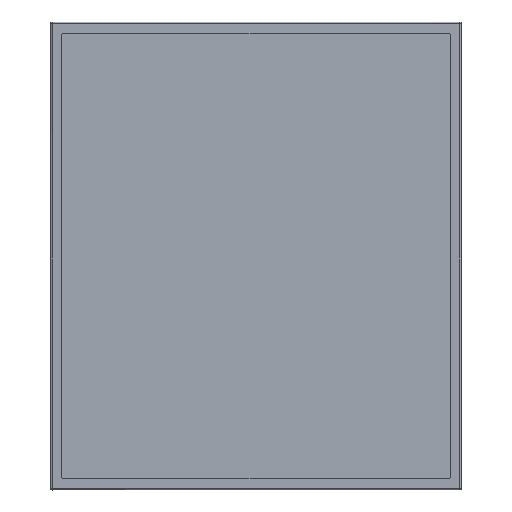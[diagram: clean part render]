
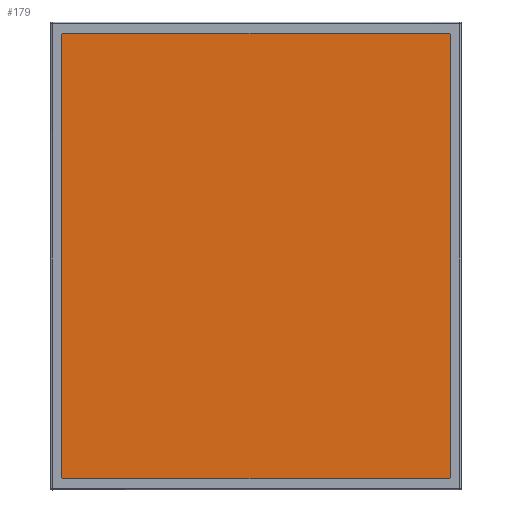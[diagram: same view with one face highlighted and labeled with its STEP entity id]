
A CAD part, top view. The second image highlights one B-rep face of the part: STEP entity #179.
In plain terms, the highlighted free-form (B-spline) face has degree [1, 1] with [2, 2] control points.
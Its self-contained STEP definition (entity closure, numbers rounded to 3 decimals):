
#48=B_SPLINE_CURVE_WITH_KNOTS('',1,(#1188,#1189),.UNSPECIFIED.,.F.,.F.,(2,
2),(0.002,0.998),.UNSPECIFIED.);
#49=B_SPLINE_CURVE_WITH_KNOTS('',1,(#1199,#1200),.UNSPECIFIED.,.F.,.F.,(2,
2),(0.002,0.998),.UNSPECIFIED.);
#50=B_SPLINE_CURVE_WITH_KNOTS('',1,(#1208,#1209),.UNSPECIFIED.,.F.,.F.,(2,
2),(0.002,0.998),.UNSPECIFIED.);
#51=B_SPLINE_CURVE_WITH_KNOTS('',1,(#1217,#1218),.UNSPECIFIED.,.F.,.F.,(2,
2),(0.002,0.998),.UNSPECIFIED.);
#179=ADVANCED_FACE('',(#234),#742,.T.);
#234=FACE_OUTER_BOUND('',#290,.T.);
#290=EDGE_LOOP('',(#472,#473,#474,#475,#476,#477,#478,#479));
#472=ORIENTED_EDGE('',*,*,#614,.T.);
#473=ORIENTED_EDGE('',*,*,#616,.F.);
#474=ORIENTED_EDGE('',*,*,#618,.T.);
#475=ORIENTED_EDGE('',*,*,#620,.T.);
#476=ORIENTED_EDGE('',*,*,#621,.T.);
#477=ORIENTED_EDGE('',*,*,#607,.T.);
#478=ORIENTED_EDGE('',*,*,#610,.T.);
#479=ORIENTED_EDGE('',*,*,#612,.F.);
#607=EDGE_CURVE('',#695,#694,#48,.T.);
#610=EDGE_CURVE('',#694,#696,#814,.T.);
#612=EDGE_CURVE('',#697,#696,#49,.T.);
#614=EDGE_CURVE('',#697,#698,#817,.T.);
#616=EDGE_CURVE('',#699,#698,#50,.T.);
#618=EDGE_CURVE('',#699,#700,#820,.T.);
#620=EDGE_CURVE('',#700,#701,#51,.T.);
#621=EDGE_CURVE('',#701,#695,#822,.T.);
#694=VERTEX_POINT('',#1402);
#695=VERTEX_POINT('',#1403);
#696=VERTEX_POINT('',#1404);
#697=VERTEX_POINT('',#1405);
#698=VERTEX_POINT('',#1406);
#699=VERTEX_POINT('',#1407);
#700=VERTEX_POINT('',#1408);
#701=VERTEX_POINT('',#1409);
#742=B_SPLINE_SURFACE_WITH_KNOTS('',1,1,((#1364,#1365),(#1366,#1367)),.UNSPECIFIED.,
.F.,.F.,.F.,(2,2),(2,2),(0.,1.),(0.,1.),.UNSPECIFIED.);
#814=(
BOUNDED_CURVE()
B_SPLINE_CURVE(2,(#1194,#1195,#1196),.UNSPECIFIED.,.F.,.F.)
B_SPLINE_CURVE_WITH_KNOTS((3,3),(0.,1.728),.UNSPECIFIED.)
CURVE()
GEOMETRIC_REPRESENTATION_ITEM()
RATIONAL_B_SPLINE_CURVE((1.,0.707,1.))
REPRESENTATION_ITEM('')
);
#817=(
BOUNDED_CURVE()
B_SPLINE_CURVE(2,(#1203,#1204,#1205),.UNSPECIFIED.,.F.,.F.)
B_SPLINE_CURVE_WITH_KNOTS((3,3),(0.,1.728),.UNSPECIFIED.)
CURVE()
GEOMETRIC_REPRESENTATION_ITEM()
RATIONAL_B_SPLINE_CURVE((1.,0.707,1.))
REPRESENTATION_ITEM('')
);
#820=(
BOUNDED_CURVE()
B_SPLINE_CURVE(2,(#1212,#1213,#1214),.UNSPECIFIED.,.F.,.F.)
B_SPLINE_CURVE_WITH_KNOTS((3,3),(0.,1.728),.UNSPECIFIED.)
CURVE()
GEOMETRIC_REPRESENTATION_ITEM()
RATIONAL_B_SPLINE_CURVE((1.,0.707,1.))
REPRESENTATION_ITEM('')
);
#822=(
BOUNDED_CURVE()
B_SPLINE_CURVE(2,(#1219,#1220,#1221),.UNSPECIFIED.,.F.,.F.)
B_SPLINE_CURVE_WITH_KNOTS((3,3),(0.,1.728),.UNSPECIFIED.)
CURVE()
GEOMETRIC_REPRESENTATION_ITEM()
RATIONAL_B_SPLINE_CURVE((1.,0.707,1.))
REPRESENTATION_ITEM('')
);
#1188=CARTESIAN_POINT('',(237.754,-271.901,19.179));
#1189=CARTESIAN_POINT('',(237.753,271.899,19.179));
#1194=CARTESIAN_POINT('',(237.753,271.899,19.179));
#1195=CARTESIAN_POINT('',(237.753,272.999,19.179));
#1196=CARTESIAN_POINT('',(236.653,272.999,19.179));
#1199=CARTESIAN_POINT('',(-237.138,272.998,19.179));
#1200=CARTESIAN_POINT('',(236.653,272.999,19.179));
#1203=CARTESIAN_POINT('',(-237.138,272.998,19.179));
#1204=CARTESIAN_POINT('',(-238.238,272.998,19.179));
#1205=CARTESIAN_POINT('',(-238.238,271.898,19.179));
#1208=CARTESIAN_POINT('',(-238.238,-271.902,19.179));
#1209=CARTESIAN_POINT('',(-238.238,271.898,19.179));
#1212=CARTESIAN_POINT('',(-238.238,-271.902,19.179));
#1213=CARTESIAN_POINT('',(-238.238,-273.002,19.179));
#1214=CARTESIAN_POINT('',(-237.138,-273.002,19.179));
#1217=CARTESIAN_POINT('',(-237.138,-273.002,19.179));
#1218=CARTESIAN_POINT('',(236.654,-273.001,19.179));
#1219=CARTESIAN_POINT('',(236.654,-273.001,19.179));
#1220=CARTESIAN_POINT('',(237.754,-273.001,19.179));
#1221=CARTESIAN_POINT('',(237.754,-271.901,19.179));
#1364=CARTESIAN_POINT('',(-238.238,-273.002,19.179));
#1365=CARTESIAN_POINT('',(-238.238,272.998,19.179));
#1366=CARTESIAN_POINT('',(237.754,-273.001,19.179));
#1367=CARTESIAN_POINT('',(237.753,272.999,19.179));
#1402=CARTESIAN_POINT('',(237.753,271.899,19.179));
#1403=CARTESIAN_POINT('',(237.754,-271.901,19.179));
#1404=CARTESIAN_POINT('',(236.653,272.999,19.179));
#1405=CARTESIAN_POINT('',(-237.138,272.998,19.179));
#1406=CARTESIAN_POINT('',(-238.238,271.898,19.179));
#1407=CARTESIAN_POINT('',(-238.238,-271.902,19.179));
#1408=CARTESIAN_POINT('',(-237.138,-273.002,19.179));
#1409=CARTESIAN_POINT('',(236.654,-273.001,19.179));
